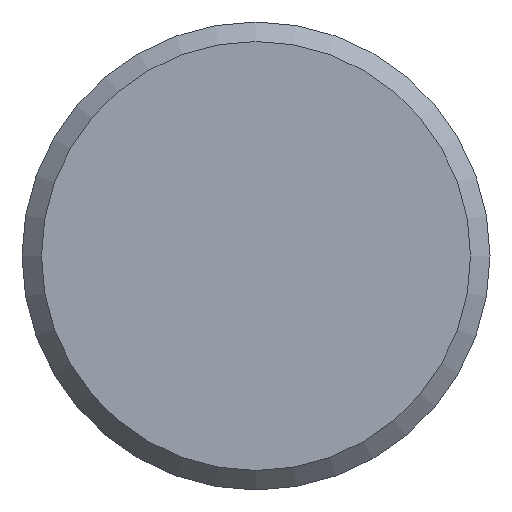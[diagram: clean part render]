
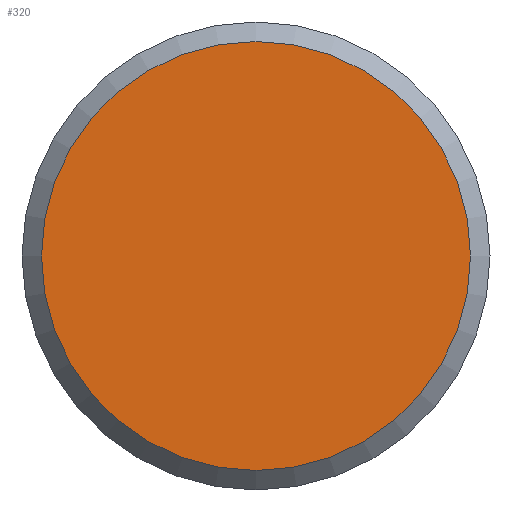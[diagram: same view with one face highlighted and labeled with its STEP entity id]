
A CAD part, front view. The second image highlights one B-rep face of the part: STEP entity #320.
In plain terms, the highlighted planar face has unit normal (0, -1, 0).
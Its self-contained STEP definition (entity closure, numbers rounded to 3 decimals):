
#23=PLANE('',#374);
#46=FACE_OUTER_BOUND('',#68,.T.);
#68=EDGE_LOOP('',(#245));
#128=CIRCLE('',#373,8.25);
#148=VERTEX_POINT('',#531);
#182=EDGE_CURVE('',#148,#148,#128,.T.);
#245=ORIENTED_EDGE('',*,*,#182,.T.);
#320=ADVANCED_FACE('',(#46),#23,.T.);
#373=AXIS2_PLACEMENT_3D('',#532,#443,#444);
#374=AXIS2_PLACEMENT_3D('',#534,#446,#447);
#443=DIRECTION('center_axis',(0.,-1.,0.));
#444=DIRECTION('ref_axis',(1.,0.,0.));
#446=DIRECTION('center_axis',(0.,-1.,0.));
#447=DIRECTION('ref_axis',(0.,0.,-1.));
#531=CARTESIAN_POINT('',(-8.25,0.,0.));
#532=CARTESIAN_POINT('Origin',(0.,0.,
0.));
#534=CARTESIAN_POINT('Origin',(4.125,0.,0.));
